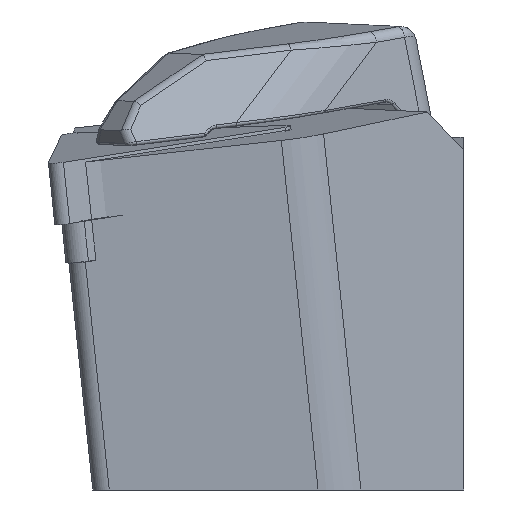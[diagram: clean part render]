
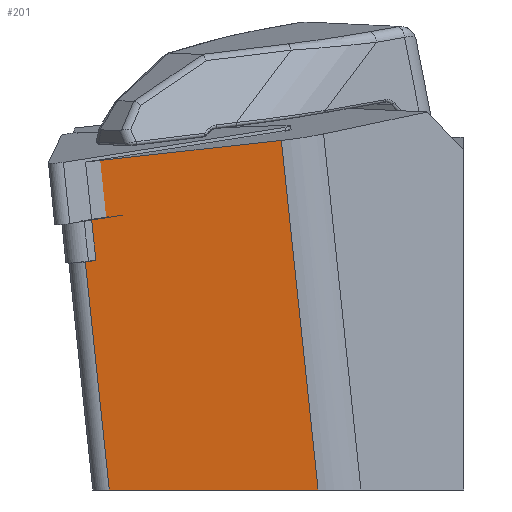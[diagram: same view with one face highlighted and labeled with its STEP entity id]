
A CAD part, left-side view. The second image highlights one B-rep face of the part: STEP entity #201.
In plain terms, the highlighted planar face has unit normal (-0.993, -0.062, -0.098).
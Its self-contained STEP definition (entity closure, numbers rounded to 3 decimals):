
#201=ADVANCED_FACE('',(#384),#326,.F.);
#326=PLANE('',#2191);
#384=FACE_OUTER_BOUND('',#505,.T.);
#505=EDGE_LOOP('',(#1050,#1051,#1052,#1053,#1054,#1055,#1056));
#636=LINE('',#3048,#816);
#669=LINE('',#3132,#849);
#670=LINE('',#3135,#850);
#671=LINE('',#3137,#851);
#672=LINE('',#3139,#852);
#673=LINE('',#3140,#853);
#674=LINE('',#3142,#854);
#816=VECTOR('',#2417,1.);
#849=VECTOR('',#2478,1.);
#850=VECTOR('',#2479,1.);
#851=VECTOR('',#2480,1.);
#852=VECTOR('',#2481,1.);
#853=VECTOR('',#2482,1.);
#854=VECTOR('',#2483,1.);
#1050=ORIENTED_EDGE('',*,*,#1851,.T.);
#1051=ORIENTED_EDGE('',*,*,#1852,.F.);
#1052=ORIENTED_EDGE('',*,*,#1853,.F.);
#1053=ORIENTED_EDGE('',*,*,#1854,.T.);
#1054=ORIENTED_EDGE('',*,*,#1811,.F.);
#1055=ORIENTED_EDGE('',*,*,#1855,.T.);
#1056=ORIENTED_EDGE('',*,*,#1856,.T.);
#1615=VERTEX_POINT('',#3047);
#1616=VERTEX_POINT('',#3049);
#1649=VERTEX_POINT('',#3133);
#1650=VERTEX_POINT('',#3134);
#1651=VERTEX_POINT('',#3136);
#1652=VERTEX_POINT('',#3138);
#1653=VERTEX_POINT('',#3141);
#1811=EDGE_CURVE('',#1615,#1616,#636,.T.);
#1851=EDGE_CURVE('',#1649,#1650,#669,.T.);
#1852=EDGE_CURVE('',#1651,#1650,#670,.T.);
#1853=EDGE_CURVE('',#1652,#1651,#671,.T.);
#1854=EDGE_CURVE('',#1652,#1616,#672,.T.);
#1855=EDGE_CURVE('',#1615,#1653,#673,.T.);
#1856=EDGE_CURVE('',#1653,#1649,#674,.T.);
#2191=AXIS2_PLACEMENT_3D('',#3143,#2484,#2485);
#2417=DIRECTION('',(0.052,-0.993,0.11));
#2478=DIRECTION('',(-0.052,0.993,-0.11));
#2479=DIRECTION('',(-0.105,0.104,0.989));
#2480=DIRECTION('',(-0.063,0.998,0.));
#2481=DIRECTION('',(-0.105,0.104,0.989));
#2482=DIRECTION('',(0.105,-0.104,-0.989));
#2483=DIRECTION('',(0.105,-0.104,-0.989));
#2484=DIRECTION('',(0.993,0.062,0.098));
#2485=DIRECTION('',(0.099,0.,-0.995));
#3047=CARTESIAN_POINT('',(1.98,29.068,0.214));
#3048=CARTESIAN_POINT('',(1.937,29.888,0.123));
#3049=CARTESIAN_POINT('',(2.761,14.016,1.879));
#3132=CARTESIAN_POINT('',(2.736,29.094,-7.433));
#3133=CARTESIAN_POINT('',(2.778,28.274,-7.342));
#3134=CARTESIAN_POINT('',(2.736,29.094,-7.433));
#3135=CARTESIAN_POINT('',(6.087,25.761,-39.143));
#3136=CARTESIAN_POINT('',(4.592,27.247,-25.));
#3137=CARTESIAN_POINT('',(4.691,25.673,-25.));
#3138=CARTESIAN_POINT('',(5.602,11.191,-25.));
#3139=CARTESIAN_POINT('',(6.911,9.889,-37.388));
#3140=CARTESIAN_POINT('',(1.733,29.313,2.548));
#3141=CARTESIAN_POINT('',(2.446,28.604,-4.197));
#3142=CARTESIAN_POINT('',(1.733,29.313,2.548));
#3143=CARTESIAN_POINT('',(6.087,25.761,-39.143));
